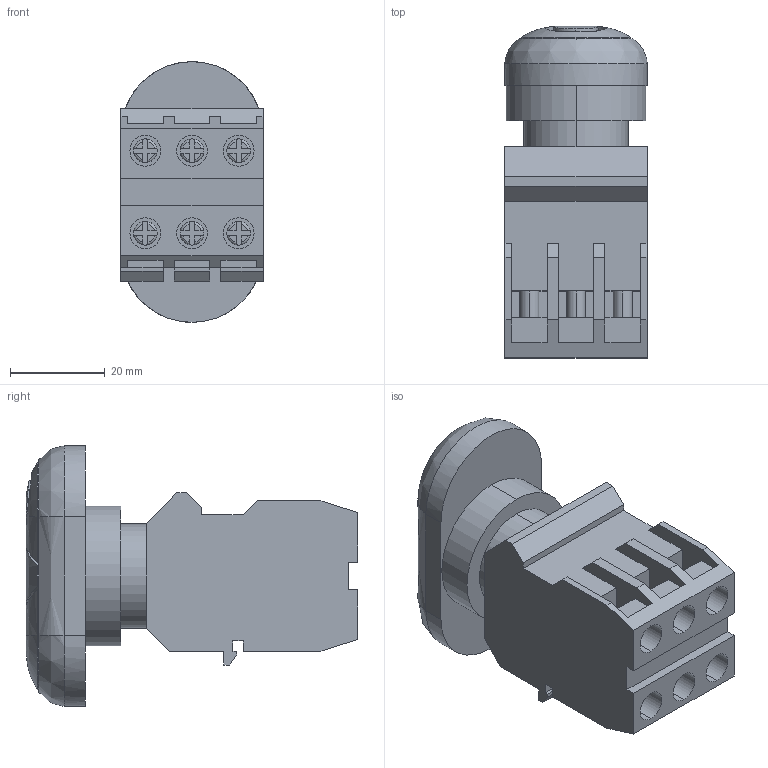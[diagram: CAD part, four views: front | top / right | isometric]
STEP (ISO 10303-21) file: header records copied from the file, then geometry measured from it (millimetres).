
FILE_DESCRIPTION (( 'STEP AP203' ), '1' );
FILE_NAME ('扱闀罻 LA32HNd.STEP', '2018-09-04T07:00:36', ( '' ), ( '' ), 'SwSTEP 2.0', 'SolidWorks 2017', '' );
FILE_SCHEMA (( 'CONFIG_CONTROL_DESIGN' ));
Length unit declared in the file: millimetre
Products named in the file (1): 扱闀罻 LA32HNd
Bounding box: 30 x 70 x 55 mm (x, y, z)
Volume: 56945.8 mm3; surface area: 16783.1 mm2
Topology: 1 solids, 1 shells, 305 faces, 839 edges, 554 vertices
Faces by surface type: plane 208, cylinder 58, torus 24, bspline 15
Entity records: 10636 total; most frequent: CARTESIAN_POINT 2861, ORIENTED_EDGE 1678, DIRECTION 1500, EDGE_CURVE 839, VECTOR 560, LINE 560, VERTEX_POINT 554, AXIS2_PLACEMENT_3D 470
